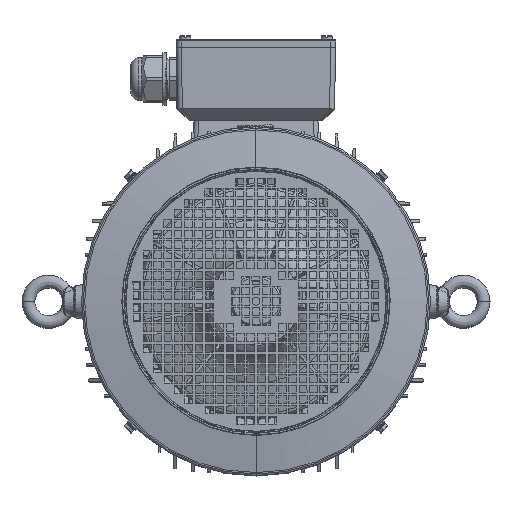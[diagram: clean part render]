
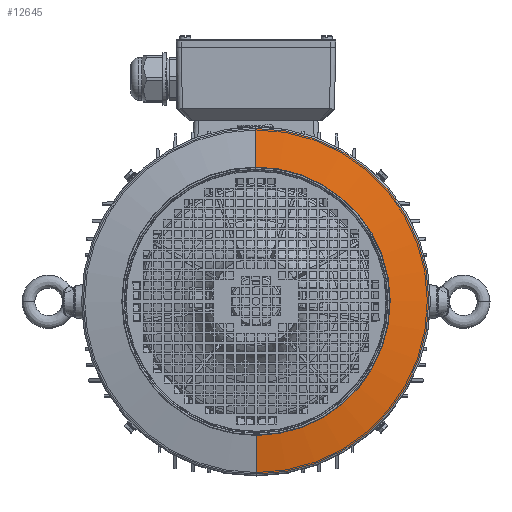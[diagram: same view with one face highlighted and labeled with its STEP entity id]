
A CAD part, top view. The second image highlights one B-rep face of the part: STEP entity #12645.
In plain terms, the highlighted conical face has half-angle 80 degrees and reference radius 136.574 mm.
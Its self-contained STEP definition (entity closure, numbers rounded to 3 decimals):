
#9155=CONICAL_SURFACE('',#100171,136.574,80.);
#12645=ADVANCED_FACE('',(#18388),#9155,.T.);
#18388=FACE_OUTER_BOUND('',#24159,.T.);
#24159=EDGE_LOOP('',(#58835,#58836,#58837,#58838));
#29583=LINE('',#178198,#37446);
#29584=LINE('',#178202,#37447);
#37446=VECTOR('',#117170,1.);
#37447=VECTOR('',#117173,1.);
#58835=ORIENTED_EDGE('',*,*,#85865,.F.);
#58836=ORIENTED_EDGE('',*,*,#85866,.F.);
#58837=ORIENTED_EDGE('',*,*,#85867,.T.);
#58838=ORIENTED_EDGE('',*,*,#85868,.T.);
#74292=VERTEX_POINT('',#178196);
#74293=VERTEX_POINT('',#178197);
#74294=VERTEX_POINT('',#178199);
#74295=VERTEX_POINT('',#178201);
#85865=EDGE_CURVE('',#74292,#74293,#93935,.T.);
#85866=EDGE_CURVE('',#74294,#74292,#29583,.T.);
#85867=EDGE_CURVE('',#74294,#74295,#93936,.T.);
#85868=EDGE_CURVE('',#74295,#74293,#29584,.T.);
#93935=CIRCLE('',#100169,136.574);
#93936=CIRCLE('',#100170,175.847);
#100169=AXIS2_PLACEMENT_3D('',#178195,#117168,#117169);
#100170=AXIS2_PLACEMENT_3D('',#178200,#117171,#117172);
#100171=AXIS2_PLACEMENT_3D('',#178203,#117174,#117175);
#117168=DIRECTION('',(0.,0.,1.));
#117169=DIRECTION('',(0.003,-1.,0.));
#117170=DIRECTION('',(-0.003,0.985,0.174));
#117171=DIRECTION('',(0.,0.,1.));
#117172=DIRECTION('',(0.003,-1.,0.));
#117173=DIRECTION('',(0.003,-0.985,0.174));
#117174=DIRECTION('',(0.,0.,-1.));
#117175=DIRECTION('',(0.003,-1.,0.));
#178195=CARTESIAN_POINT('',(59.478,-8.346,372.277));
#178196=CARTESIAN_POINT('',(59.922,-144.919,372.277));
#178197=CARTESIAN_POINT('',(59.034,128.227,372.277));
#178198=CARTESIAN_POINT('',(59.922,-144.919,372.277));
#178199=CARTESIAN_POINT('',(60.05,-184.193,365.352));
#178200=CARTESIAN_POINT('',(59.478,-8.346,365.352));
#178201=CARTESIAN_POINT('',(58.907,167.5,365.352));
#178202=CARTESIAN_POINT('',(59.034,128.227,372.277));
#178203=CARTESIAN_POINT('',(59.478,-8.346,372.277));
